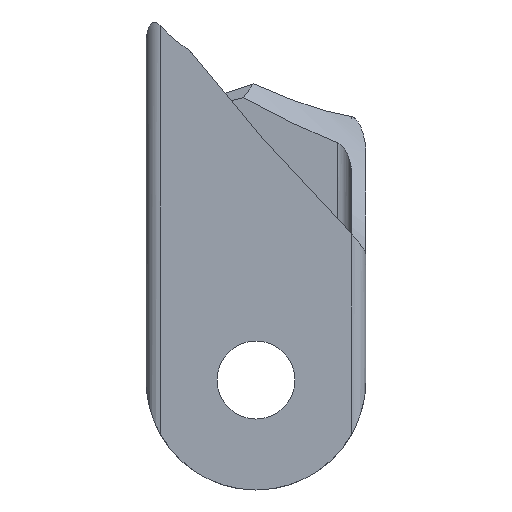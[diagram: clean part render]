
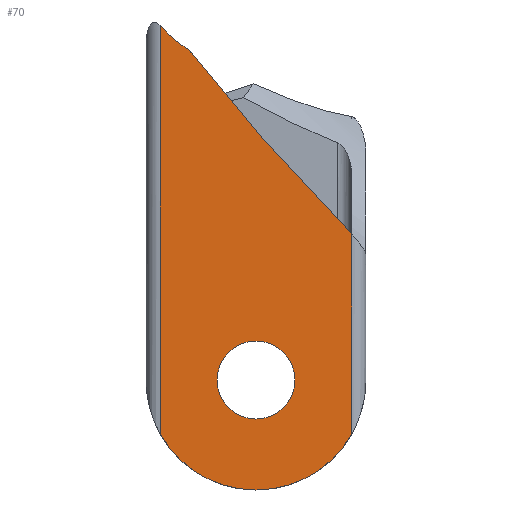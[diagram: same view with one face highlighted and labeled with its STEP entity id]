
A CAD part, left-side view. The second image highlights one B-rep face of the part: STEP entity #70.
In plain terms, the highlighted planar face has unit normal (-1, 0, 0).
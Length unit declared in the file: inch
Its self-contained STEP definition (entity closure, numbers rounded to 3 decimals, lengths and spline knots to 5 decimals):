
#24 = CARTESIAN_POINT ( 'NONE',  ( 45.40462, 0.36062, 1.8997 ) ) ;
#31 = VERTEX_POINT ( 'NONE', #875 ) ;
#38 = CARTESIAN_POINT ( 'NONE',  ( 45.40462, 0.36062, 1.8997 ) ) ;
#39 = CARTESIAN_POINT ( 'NONE',  ( 45.40462, 0.46313, 5.1527 ) ) ;
#47 = ORIENTED_EDGE ( 'NONE', *, *, #1265, .F. ) ;
#69 = VECTOR ( 'NONE', #1027, 39.37008 ) ;
#70 = ADVANCED_FACE ( 'NONE', ( #866, #1261 ), #1165, .F. ) ;
#72 =( BOUNDED_CURVE ( )  B_SPLINE_CURVE ( 3, ( #192, #1093, #320, #115 ),
 .UNSPECIFIED., .F., .T. ) 
 B_SPLINE_CURVE_WITH_KNOTS ( ( 4, 4 ),
 ( 3.88263, 4.28306 ),
 .UNSPECIFIED. ) 
 CURVE ( )  GEOMETRIC_REPRESENTATION_ITEM ( )  RATIONAL_B_SPLINE_CURVE ( ( 1., 0.987, 0.987, 1. ) ) 
 REPRESENTATION_ITEM ( '' )  );
#115 = CARTESIAN_POINT ( 'NONE',  ( 45.40462, -0.18887, 1.27668 ) ) ;
#164 = DIRECTION ( 'NONE',  ( -1., 0., 0. ) ) ;
#187 = DIRECTION ( 'NONE',  ( 0., 0., 1. ) ) ;
#192 = CARTESIAN_POINT ( 'NONE',  ( 45.40462, 0.36062, 1.8997 ) ) ;
#231 = ORIENTED_EDGE ( 'NONE', *, *, #959, .F. ) ;
#237 = EDGE_CURVE ( 'NONE', #609, #1216, #869, .T. ) ;
#268 = VECTOR ( 'NONE', #486, 39.37008 ) ;
#283 = B_SPLINE_CURVE_WITH_KNOTS ( 'NONE', 3,
 ( #519, #1209, #334, #1110, #917, #38 ),
 .UNSPECIFIED., .F., .F.,
 ( 4, 2, 4 ),
 ( 0.05411, 0.05581, 0.05751 ),
 .UNSPECIFIED. ) ;
#310 = AXIS2_PLACEMENT_3D ( 'NONE', #1148, #556, #187 ) ;
#320 = CARTESIAN_POINT ( 'NONE',  ( 45.40462, 0.03068, 1.50087 ) ) ;
#334 = CARTESIAN_POINT ( 'NONE',  ( 45.40462, 0.43198, 1.95385 ) ) ;
#360 = DIRECTION ( 'NONE',  ( 0., 0., 1. ) ) ;
#397 = ORIENTED_EDGE ( 'NONE', *, *, #405, .T. ) ;
#405 = EDGE_CURVE ( 'NONE', #1144, #609, #1164, .T. ) ;
#418 = AXIS2_PLACEMENT_3D ( 'NONE', #445, #1137, #1123 ) ;
#428 = CARTESIAN_POINT ( 'NONE',  ( 45.40462, 0.46313, 1.98649 ) ) ;
#445 = CARTESIAN_POINT ( 'NONE',  ( 45.40462, 0.13713, 0.7777 ) ) ;
#446 = CARTESIAN_POINT ( 'NONE',  ( 45.40462, 0.13713, 0.9107 ) ) ;
#477 = DIRECTION ( 'NONE',  ( 0., 0., -1. ) ) ;
#486 = DIRECTION ( 'NONE',  ( 0., 0., 1. ) ) ;
#519 = CARTESIAN_POINT ( 'NONE',  ( 45.40462, 0.46313, 1.98649 ) ) ;
#556 = DIRECTION ( 'NONE',  ( -1., 0., 0. ) ) ;
#609 = VERTEX_POINT ( 'NONE', #1036 ) ;
#657 = EDGE_CURVE ( 'NONE', #1194, #1130, #1175, .T. ) ;
#749 = EDGE_LOOP ( 'NONE', ( #998, #231 ) ) ;
#776 = CARTESIAN_POINT ( 'NONE',  ( 45.40462, 0.13713, 0.7777 ) ) ;
#785 = CARTESIAN_POINT ( 'NONE',  ( 45.40462, -0.18887, 5.1527 ) ) ;
#814 = CARTESIAN_POINT ( 'NONE',  ( 45.40462, -0.18887, 1.27668 ) ) ;
#824 = ORIENTED_EDGE ( 'NONE', *, *, #237, .T. ) ;
#831 = AXIS2_PLACEMENT_3D ( 'NONE', #776, #1170, #477 ) ;
#866 = FACE_OUTER_BOUND ( 'NONE', #1064, .T. ) ;
#867 = CIRCLE ( 'NONE', #310, 0.133 ) ;
#869 = CIRCLE ( 'NONE', #418, 0.375 ) ;
#875 = CARTESIAN_POINT ( 'NONE',  ( 45.40462, -0.18887, 0.59236 ) ) ;
#908 = AXIS2_PLACEMENT_3D ( 'NONE', #1238, #164, #360 ) ;
#913 = VERTEX_POINT ( 'NONE', #814 ) ;
#917 = CARTESIAN_POINT ( 'NONE',  ( 45.40462, 0.3795, 1.91197 ) ) ;
#919 = ORIENTED_EDGE ( 'NONE', *, *, #1166, .F. ) ;
#951 = CIRCLE ( 'NONE', #831, 0.375 ) ;
#957 = CARTESIAN_POINT ( 'NONE',  ( 45.40462, 0.51213, 5.1527 ) ) ;
#959 = EDGE_CURVE ( 'NONE', #1130, #1194, #867, .T. ) ;
#972 = EDGE_CURVE ( 'NONE', #1216, #31, #951, .T. ) ;
#998 = ORIENTED_EDGE ( 'NONE', *, *, #657, .F. ) ;
#1027 = DIRECTION ( 'NONE',  ( 0., 0., -1. ) ) ;
#1036 = CARTESIAN_POINT ( 'NONE',  ( 45.40462, 0.46313, 0.59236 ) ) ;
#1064 = EDGE_LOOP ( 'NONE', ( #919, #397, #824, #1201, #1162, #47 ) ) ;
#1067 = EDGE_CURVE ( 'NONE', #31, #913, #1085, .T. ) ;
#1069 = DIRECTION ( 'NONE',  ( 0., 0., -1. ) ) ;
#1072 = AXIS2_PLACEMENT_3D ( 'NONE', #957, #1277, #1069 ) ;
#1085 = LINE ( 'NONE', #785, #268 ) ;
#1093 = CARTESIAN_POINT ( 'NONE',  ( 45.40462, 0.21632, 1.71135 ) ) ;
#1110 = CARTESIAN_POINT ( 'NONE',  ( 45.40462, 0.39763, 1.92515 ) ) ;
#1118 = CARTESIAN_POINT ( 'NONE',  ( 45.40462, 0.13713, 0.6447 ) ) ;
#1123 = DIRECTION ( 'NONE',  ( 0., 0., -1. ) ) ;
#1126 = VERTEX_POINT ( 'NONE', #24 ) ;
#1130 = VERTEX_POINT ( 'NONE', #1118 ) ;
#1137 = DIRECTION ( 'NONE',  ( -1., 0., 0. ) ) ;
#1144 = VERTEX_POINT ( 'NONE', #428 ) ;
#1148 = CARTESIAN_POINT ( 'NONE',  ( 45.40462, 0.13713, 0.7777 ) ) ;
#1162 = ORIENTED_EDGE ( 'NONE', *, *, #1067, .T. ) ;
#1164 = LINE ( 'NONE', #39, #69 ) ;
#1165 = PLANE ( 'NONE',  #1072 ) ;
#1166 = EDGE_CURVE ( 'NONE', #1144, #1126, #283, .T. ) ;
#1170 = DIRECTION ( 'NONE',  ( -1., 0., 0. ) ) ;
#1175 = CIRCLE ( 'NONE', #908, 0.133 ) ;
#1194 = VERTEX_POINT ( 'NONE', #446 ) ;
#1201 = ORIENTED_EDGE ( 'NONE', *, *, #972, .T. ) ;
#1209 = CARTESIAN_POINT ( 'NONE',  ( 45.40462, 0.44823, 1.96937 ) ) ;
#1214 = CARTESIAN_POINT ( 'NONE',  ( 45.40462, 0.13713, 0.4027 ) ) ;
#1216 = VERTEX_POINT ( 'NONE', #1214 ) ;
#1238 = CARTESIAN_POINT ( 'NONE',  ( 45.40462, 0.13713, 0.7777 ) ) ;
#1261 = FACE_BOUND ( 'NONE', #749, .T. ) ;
#1265 = EDGE_CURVE ( 'NONE', #1126, #913, #72, .T. ) ;
#1277 = DIRECTION ( 'NONE',  ( 1., 0., 0. ) ) ;
